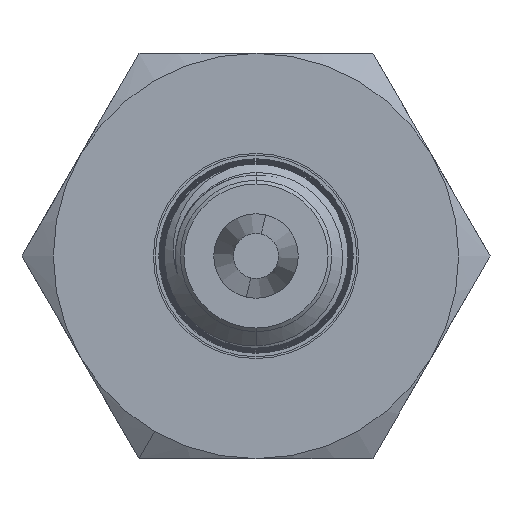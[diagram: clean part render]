
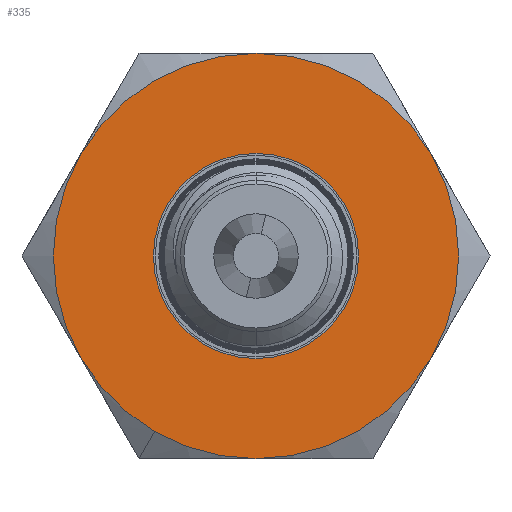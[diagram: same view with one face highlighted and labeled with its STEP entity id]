
A CAD part, left-side view. The second image highlights one B-rep face of the part: STEP entity #335.
In plain terms, the highlighted face is planar.
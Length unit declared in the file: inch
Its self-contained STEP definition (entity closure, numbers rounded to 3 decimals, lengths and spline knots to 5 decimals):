
#45 = CARTESIAN_POINT ( 'NONE',  ( -0.28125, 0.9445, -0.48714 ) ) ;
#218 = AXIS2_PLACEMENT_3D ( 'NONE', #19053, #9205, #17170 ) ;
#335 = ADVANCED_FACE ( 'NONE', ( #16315, #992 ), #19707, .T. ) ;
#777 = DIRECTION ( 'NONE',  ( 0., 0., 1. ) ) ;
#992 = FACE_OUTER_BOUND ( 'NONE', #11987, .T. ) ;
#1099 = ORIENTED_EDGE ( 'NONE', *, *, #12534, .T. ) ;
#1558 = CIRCLE ( 'NONE', #15281, 0.5625 ) ;
#1655 = CARTESIAN_POINT ( 'NONE',  ( 0.5625, 0.9445, 0. ) ) ;
#1767 = ORIENTED_EDGE ( 'NONE', *, *, #15336, .T. ) ;
#2536 = DIRECTION ( 'NONE',  ( 0., 0., -1. ) ) ;
#2743 = DIRECTION ( 'NONE',  ( 0., -1., 0. ) ) ;
#2887 = DIRECTION ( 'NONE',  ( 0., 1., 0. ) ) ;
#3709 = CIRCLE ( 'NONE', #16924, 0.5625 ) ;
#3841 = VERTEX_POINT ( 'NONE', #45 ) ;
#3969 = CARTESIAN_POINT ( 'NONE',  ( 0., 0.9445, 0.28475 ) ) ;
#4397 = DIRECTION ( 'NONE',  ( 0., 1., 0. ) ) ;
#4620 = AXIS2_PLACEMENT_3D ( 'NONE', #16520, #19969, #18381 ) ;
#4781 = VERTEX_POINT ( 'NONE', #16917 ) ;
#4901 = AXIS2_PLACEMENT_3D ( 'NONE', #20800, #6065, #17467 ) ;
#5361 = VERTEX_POINT ( 'NONE', #18129 ) ;
#5458 = EDGE_CURVE ( 'NONE', #7205, #6001, #18123, .T. ) ;
#5740 = CARTESIAN_POINT ( 'NONE',  ( 0., 0.9445, -0.28475 ) ) ;
#5974 = DIRECTION ( 'NONE',  ( 0., 0., 1. ) ) ;
#6001 = VERTEX_POINT ( 'NONE', #5740 ) ;
#6065 = DIRECTION ( 'NONE',  ( 0., -1., 0. ) ) ;
#7205 = VERTEX_POINT ( 'NONE', #3969 ) ;
#7409 = EDGE_CURVE ( 'NONE', #19945, #16318, #13759, .T. ) ;
#7476 = CARTESIAN_POINT ( 'NONE',  ( 0.28125, 0.9445, -0.48714 ) ) ;
#7539 = CARTESIAN_POINT ( 'NONE',  ( 0., 0.9445, 0. ) ) ;
#7656 = DIRECTION ( 'NONE',  ( 0., 0., 1. ) ) ;
#7792 = CARTESIAN_POINT ( 'NONE',  ( 0., 0.9445, 0. ) ) ;
#8506 = EDGE_CURVE ( 'NONE', #4781, #16482, #19612, .T. ) ;
#9205 = DIRECTION ( 'NONE',  ( 0., -1., 0. ) ) ;
#9481 = CARTESIAN_POINT ( 'NONE',  ( -0.5625, 0.9445, 0. ) ) ;
#10615 = EDGE_CURVE ( 'NONE', #5361, #4781, #12488, .T. ) ;
#10761 = CARTESIAN_POINT ( 'NONE',  ( 0., 0.9445, 0. ) ) ;
#11026 = EDGE_CURVE ( 'NONE', #3841, #17806, #1558, .T. ) ;
#11319 = ORIENTED_EDGE ( 'NONE', *, *, #8506, .T. ) ;
#11717 = CIRCLE ( 'NONE', #4901, 0.28475 ) ;
#11867 = ORIENTED_EDGE ( 'NONE', *, *, #15471, .F. ) ;
#11987 = EDGE_LOOP ( 'NONE', ( #18862, #11319, #11867, #13479, #1767, #16296, #18776 ) ) ;
#12133 = CARTESIAN_POINT ( 'NONE',  ( 0., 0.9445, 0. ) ) ;
#12488 = CIRCLE ( 'NONE', #18164, 0.5625 ) ;
#12534 = EDGE_CURVE ( 'NONE', #6001, #7205, #11717, .T. ) ;
#13182 = DIRECTION ( 'NONE',  ( 0., 0., 1. ) ) ;
#13479 = ORIENTED_EDGE ( 'NONE', *, *, #7409, .T. ) ;
#13759 = CIRCLE ( 'NONE', #15815, 0.5625 ) ;
#13984 = EDGE_CURVE ( 'NONE', #17806, #5361, #3709, .T. ) ;
#14028 = DIRECTION ( 'NONE',  ( 0., 1., 0. ) ) ;
#14588 = EDGE_LOOP ( 'NONE', ( #1099, #15816 ) ) ;
#14900 = CIRCLE ( 'NONE', #16809, 0.5625 ) ;
#15281 = AXIS2_PLACEMENT_3D ( 'NONE', #18953, #14028, #18805 ) ;
#15336 = EDGE_CURVE ( 'NONE', #16318, #3841, #21073, .T. ) ;
#15471 = EDGE_CURVE ( 'NONE', #19945, #16482, #14900, .T. ) ;
#15815 = AXIS2_PLACEMENT_3D ( 'NONE', #7792, #2887, #7656 ) ;
#15816 = ORIENTED_EDGE ( 'NONE', *, *, #5458, .T. ) ;
#15946 = DIRECTION ( 'NONE',  ( 0., 0., 1. ) ) ;
#16271 = CARTESIAN_POINT ( 'NONE',  ( 0., 0.9445, 0. ) ) ;
#16296 = ORIENTED_EDGE ( 'NONE', *, *, #11026, .T. ) ;
#16315 = FACE_BOUND ( 'NONE', #14588, .T. ) ;
#16318 = VERTEX_POINT ( 'NONE', #17406 ) ;
#16478 = DIRECTION ( 'NONE',  ( 0., 1., 0. ) ) ;
#16482 = VERTEX_POINT ( 'NONE', #1655 ) ;
#16520 = CARTESIAN_POINT ( 'NONE',  ( 0., 0.9445, 0. ) ) ;
#16809 = AXIS2_PLACEMENT_3D ( 'NONE', #10761, #2743, #2536 ) ;
#16917 = CARTESIAN_POINT ( 'NONE',  ( 0.28125, 0.9445, 0.48714 ) ) ;
#16924 = AXIS2_PLACEMENT_3D ( 'NONE', #12133, #4397, #15946 ) ;
#17039 = CARTESIAN_POINT ( 'NONE',  ( 0., 0.9445, 0. ) ) ;
#17170 = DIRECTION ( 'NONE',  ( 0., 0., -1. ) ) ;
#17250 = AXIS2_PLACEMENT_3D ( 'NONE', #16271, #16478, #13182 ) ;
#17406 = CARTESIAN_POINT ( 'NONE',  ( 0., 0.9445, -0.5625 ) ) ;
#17467 = DIRECTION ( 'NONE',  ( 0., 0., -1. ) ) ;
#17806 = VERTEX_POINT ( 'NONE', #9481 ) ;
#18123 = CIRCLE ( 'NONE', #218, 0.28475 ) ;
#18129 = CARTESIAN_POINT ( 'NONE',  ( -0.28125, 0.9445, 0.48714 ) ) ;
#18164 = AXIS2_PLACEMENT_3D ( 'NONE', #17039, #18912, #777 ) ;
#18381 = DIRECTION ( 'NONE',  ( 0., 0., 1. ) ) ;
#18687 = AXIS2_PLACEMENT_3D ( 'NONE', #7539, #18972, #5974 ) ;
#18776 = ORIENTED_EDGE ( 'NONE', *, *, #13984, .T. ) ;
#18805 = DIRECTION ( 'NONE',  ( 0., 0., 1. ) ) ;
#18862 = ORIENTED_EDGE ( 'NONE', *, *, #10615, .T. ) ;
#18912 = DIRECTION ( 'NONE',  ( 0., 1., 0. ) ) ;
#18953 = CARTESIAN_POINT ( 'NONE',  ( 0., 0.9445, 0. ) ) ;
#18972 = DIRECTION ( 'NONE',  ( 0., 1., 0. ) ) ;
#19053 = CARTESIAN_POINT ( 'NONE',  ( 0., 0.9445, 0. ) ) ;
#19612 = CIRCLE ( 'NONE', #18687, 0.5625 ) ;
#19707 = PLANE ( 'NONE',  #17250 ) ;
#19945 = VERTEX_POINT ( 'NONE', #7476 ) ;
#19969 = DIRECTION ( 'NONE',  ( 0., 1., 0. ) ) ;
#20800 = CARTESIAN_POINT ( 'NONE',  ( 0., 0.9445, 0. ) ) ;
#21073 = CIRCLE ( 'NONE', #4620, 0.5625 ) ;
